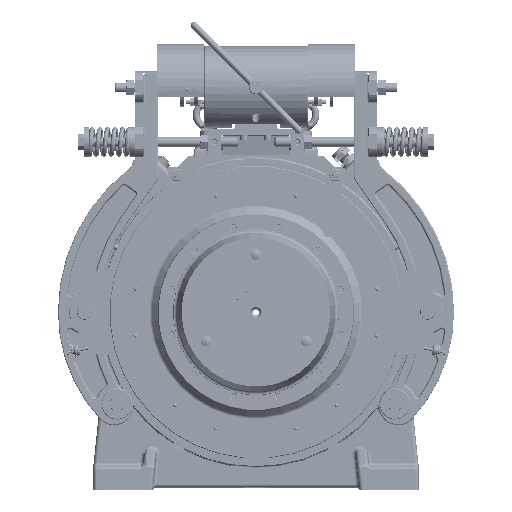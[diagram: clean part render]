
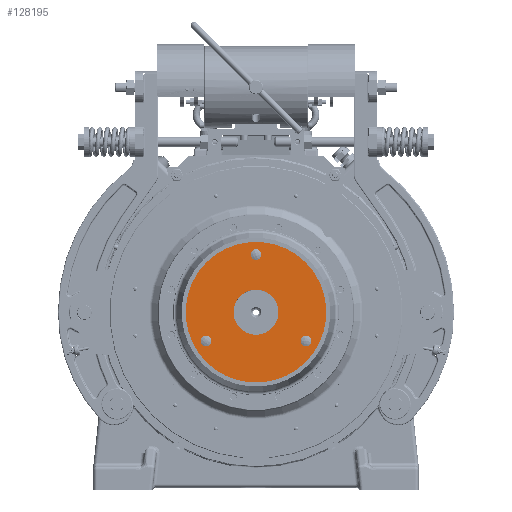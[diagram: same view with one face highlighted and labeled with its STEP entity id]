
A CAD part, top view. The second image highlights one B-rep face of the part: STEP entity #128195.
In plain terms, the highlighted planar face has unit normal (0, 0, 1).
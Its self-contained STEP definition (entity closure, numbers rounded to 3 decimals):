
#804 = ORIENTED_EDGE ( 'NONE', *, *, #71982, .T. ) ;
#1346 = CARTESIAN_POINT ( 'NONE',  ( -86.314, -41.747, 268.5 ) ) ;
#1633 = ORIENTED_EDGE ( 'NONE', *, *, #42901, .F. ) ;
#2174 = ORIENTED_EDGE ( 'NONE', *, *, #14817, .T. ) ;
#3437 = AXIS2_PLACEMENT_3D ( 'NONE', #54610, #87527, #65816 ) ;
#3640 = CIRCLE ( 'NONE', #119849, 118.95 ) ;
#3978 = VERTEX_POINT ( 'NONE', #118409 ) ;
#4985 = CIRCLE ( 'NONE', #114571, 7.25 ) ;
#5497 = DIRECTION ( 'NONE',  ( 0., 0., 1. ) ) ;
#6861 = CARTESIAN_POINT ( 'NONE',  ( -114.897, -30.787, 268.5 ) ) ;
#8854 = CIRCLE ( 'NONE', #113867, 7.25 ) ;
#11040 = CARTESIAN_POINT ( 'NONE',  ( 0., 0., 268.5 ) ) ;
#14817 = EDGE_CURVE ( 'NONE', #46796, #42958, #64558, .T. ) ;
#14893 = DIRECTION ( 'NONE',  ( 0., 0., -1. ) ) ;
#14921 = DIRECTION ( 'NONE',  ( 0.966, 0.259, 0. ) ) ;
#16382 = VERTEX_POINT ( 'NONE', #121897 ) ;
#19322 = ORIENTED_EDGE ( 'NONE', *, *, #50979, .F. ) ;
#20767 = DIRECTION ( 'NONE',  ( -0.259, 0.966, 0. ) ) ;
#21208 = EDGE_LOOP ( 'NONE', ( #2174, #804 ) ) ;
#22426 = CARTESIAN_POINT ( 'NONE',  ( 36.705, 9.835, 268.5 ) ) ;
#22858 = DIRECTION ( 'NONE',  ( 0., 0., 1. ) ) ;
#23040 = FACE_BOUND ( 'NONE', #27981, .T. ) ;
#25378 = CARTESIAN_POINT ( 'NONE',  ( 0., 0., 268.5 ) ) ;
#25425 = CARTESIAN_POINT ( 'NONE',  ( 82.561, -41.747, 268.5 ) ) ;
#27981 = EDGE_LOOP ( 'NONE', ( #1633, #136279 ) ) ;
#28604 = CARTESIAN_POINT ( 'NONE',  ( 0., 97.5, 268.5 ) ) ;
#32740 = EDGE_CURVE ( 'NONE', #3978, #48091, #3640, .T. ) ;
#35617 = CARTESIAN_POINT ( 'NONE',  ( -119.775, -32.094, 268.5 ) ) ;
#36707 = CARTESIAN_POINT ( 'NONE',  ( -82.561, -55.753, 268.5 ) ) ;
#37397 = CIRCLE ( 'NONE', #133630, 118.95 ) ;
#38757 = ORIENTED_EDGE ( 'NONE', *, *, #38777, .T. ) ;
#38777 = EDGE_CURVE ( 'NONE', #48091, #3978, #37397, .T. ) ;
#42901 = EDGE_CURVE ( 'NONE', #79947, #72754, #92793, .T. ) ;
#42958 = VERTEX_POINT ( 'NONE', #22426 ) ;
#46796 = VERTEX_POINT ( 'NONE', #50149 ) ;
#48091 = VERTEX_POINT ( 'NONE', #6861 ) ;
#49974 = DIRECTION ( 'NONE',  ( -0.259, 0.966, 0. ) ) ;
#50149 = CARTESIAN_POINT ( 'NONE',  ( -36.705, -9.835, 268.5 ) ) ;
#50754 = ORIENTED_EDGE ( 'NONE', *, *, #71306, .F. ) ;
#50979 = EDGE_CURVE ( 'NONE', #115524, #16382, #8854, .T. ) ;
#52376 = ORIENTED_EDGE ( 'NONE', *, *, #127319, .F. ) ;
#54610 = CARTESIAN_POINT ( 'NONE',  ( -84.437, -48.75, 268.5 ) ) ;
#55643 = EDGE_LOOP ( 'NONE', ( #52376, #50754 ) ) ;
#56400 = DIRECTION ( 'NONE',  ( 0., 0., 1. ) ) ;
#63822 = ORIENTED_EDGE ( 'NONE', *, *, #77551, .F. ) ;
#64157 = CARTESIAN_POINT ( 'NONE',  ( 84.437, -48.75, 268.5 ) ) ;
#64558 = CIRCLE ( 'NONE', #95823, 38. ) ;
#64997 = VERTEX_POINT ( 'NONE', #68562 ) ;
#65634 = CARTESIAN_POINT ( 'NONE',  ( 84.437, -48.75, 268.5 ) ) ;
#65734 = FACE_BOUND ( 'NONE', #83937, .T. ) ;
#65816 = DIRECTION ( 'NONE',  ( -0.259, 0.966, 0. ) ) ;
#66433 = FACE_BOUND ( 'NONE', #55643, .T. ) ;
#66877 = EDGE_LOOP ( 'NONE', ( #103136, #38757 ) ) ;
#68562 = CARTESIAN_POINT ( 'NONE',  ( 86.314, -55.753, 268.5 ) ) ;
#70575 = AXIS2_PLACEMENT_3D ( 'NONE', #93541, #72533, #137680 ) ;
#71306 = EDGE_CURVE ( 'NONE', #64997, #82837, #4985, .T. ) ;
#71982 = EDGE_CURVE ( 'NONE', #42958, #46796, #98914, .T. ) ;
#72533 = DIRECTION ( 'NONE',  ( 0., 0., 1. ) ) ;
#72754 = VERTEX_POINT ( 'NONE', #36707 ) ;
#76612 = AXIS2_PLACEMENT_3D ( 'NONE', #25378, #14893, #110079 ) ;
#77551 = EDGE_CURVE ( 'NONE', #16382, #115524, #81751, .T. ) ;
#78097 = DIRECTION ( 'NONE',  ( 0.966, 0.259, 0. ) ) ;
#79947 = VERTEX_POINT ( 'NONE', #1346 ) ;
#80850 = DIRECTION ( 'NONE',  ( 0., 0., 1. ) ) ;
#81751 = CIRCLE ( 'NONE', #70575, 7.25 ) ;
#82837 = VERTEX_POINT ( 'NONE', #25425 ) ;
#83592 = CARTESIAN_POINT ( 'NONE',  ( -84.437, -48.75, 268.5 ) ) ;
#83937 = EDGE_LOOP ( 'NONE', ( #63822, #19322 ) ) ;
#85219 = DIRECTION ( 'NONE',  ( 0., 0., -1. ) ) ;
#85925 = DIRECTION ( 'NONE',  ( 0., 0., 1. ) ) ;
#87527 = DIRECTION ( 'NONE',  ( 0., 0., 1. ) ) ;
#88595 = CARTESIAN_POINT ( 'NONE',  ( 0., 0., 268.5 ) ) ;
#92793 = CIRCLE ( 'NONE', #3437, 7.25 ) ;
#93541 = CARTESIAN_POINT ( 'NONE',  ( 0., 97.5, 268.5 ) ) ;
#95823 = AXIS2_PLACEMENT_3D ( 'NONE', #11040, #85219, #128648 ) ;
#96516 = AXIS2_PLACEMENT_3D ( 'NONE', #83592, #80850, #49974 ) ;
#98914 = CIRCLE ( 'NONE', #76612, 38. ) ;
#100021 = DIRECTION ( 'NONE',  ( 0.966, 0.259, 0. ) ) ;
#101047 = CARTESIAN_POINT ( 'NONE',  ( -7.003, 95.624, 268.5 ) ) ;
#101861 = AXIS2_PLACEMENT_3D ( 'NONE', #35617, #5497, #100021 ) ;
#103136 = ORIENTED_EDGE ( 'NONE', *, *, #32740, .T. ) ;
#108372 = CIRCLE ( 'NONE', #110584, 7.25 ) ;
#109140 = FACE_BOUND ( 'NONE', #21208, .T. ) ;
#110079 = DIRECTION ( 'NONE',  ( -0.966, -0.259, 0. ) ) ;
#110584 = AXIS2_PLACEMENT_3D ( 'NONE', #64157, #22858, #20767 ) ;
#110773 = CARTESIAN_POINT ( 'NONE',  ( 0., 0., 268.5 ) ) ;
#113867 = AXIS2_PLACEMENT_3D ( 'NONE', #28604, #135058, #113990 ) ;
#113990 = DIRECTION ( 'NONE',  ( 0.966, 0.259, 0. ) ) ;
#114571 = AXIS2_PLACEMENT_3D ( 'NONE', #65634, #85925, #130068 ) ;
#115524 = VERTEX_POINT ( 'NONE', #101047 ) ;
#116717 = CIRCLE ( 'NONE', #96516, 7.25 ) ;
#118409 = CARTESIAN_POINT ( 'NONE',  ( 114.897, 30.787, 268.5 ) ) ;
#118949 = FACE_OUTER_BOUND ( 'NONE', #66877, .T. ) ;
#119849 = AXIS2_PLACEMENT_3D ( 'NONE', #110773, #121995, #14921 ) ;
#121897 = CARTESIAN_POINT ( 'NONE',  ( 7.003, 99.376, 268.5 ) ) ;
#121995 = DIRECTION ( 'NONE',  ( 0., 0., 1. ) ) ;
#124013 = EDGE_CURVE ( 'NONE', #72754, #79947, #116717, .T. ) ;
#127319 = EDGE_CURVE ( 'NONE', #82837, #64997, #108372, .T. ) ;
#128195 = ADVANCED_FACE ( 'NONE', ( #118949, #66433, #23040, #65734, #109140 ), #137894, .T. ) ;
#128648 = DIRECTION ( 'NONE',  ( -0.966, -0.259, 0. ) ) ;
#130068 = DIRECTION ( 'NONE',  ( -0.259, 0.966, 0. ) ) ;
#133630 = AXIS2_PLACEMENT_3D ( 'NONE', #88595, #56400, #78097 ) ;
#135058 = DIRECTION ( 'NONE',  ( 0., 0., 1. ) ) ;
#136279 = ORIENTED_EDGE ( 'NONE', *, *, #124013, .F. ) ;
#137680 = DIRECTION ( 'NONE',  ( 0.966, 0.259, 0. ) ) ;
#137894 = PLANE ( 'NONE',  #101861 ) ;
